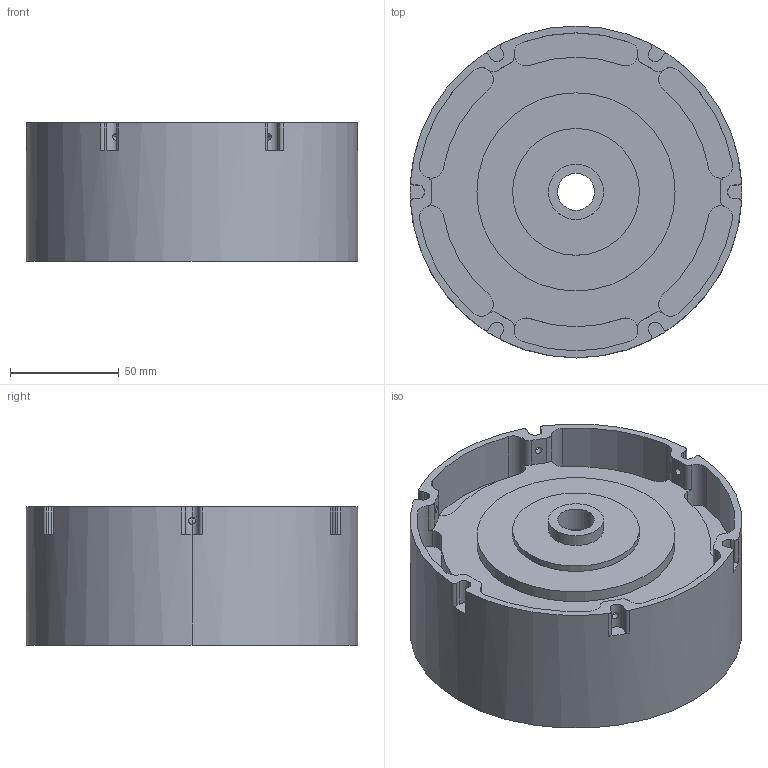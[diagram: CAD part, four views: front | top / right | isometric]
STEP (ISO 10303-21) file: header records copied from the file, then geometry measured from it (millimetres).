
FILE_DESCRIPTION (( 'STEP AP214' ), '1' );
FILE_NAME ('tankdomeV4.STEP', '2022-09-12T02:32:38', ( '' ), ( '' ), 'SwSTEP 2.0', 'SolidWorks 2021', '' );
FILE_SCHEMA (( 'AUTOMOTIVE_DESIGN' ));
Length unit declared in the file: inch
Products named in the file (1): tankdomeV4
Bounding box: 152.4 x 152.4 x 63.5 mm (x, y, z)
Volume: 316636.4 mm3; surface area: 97569.6 mm2
Topology: 1 solids, 1 shells, 145 faces, 418 edges, 276 vertices
Faces by surface type: cylinder 113, plane 30, bspline 2
Entity records: 5542 total; most frequent: CARTESIAN_POINT 1506, DIRECTION 904, ORIENTED_EDGE 836, EDGE_CURVE 418, AXIS2_PLACEMENT_3D 370, VERTEX_POINT 276, CIRCLE 226, VECTOR 164
